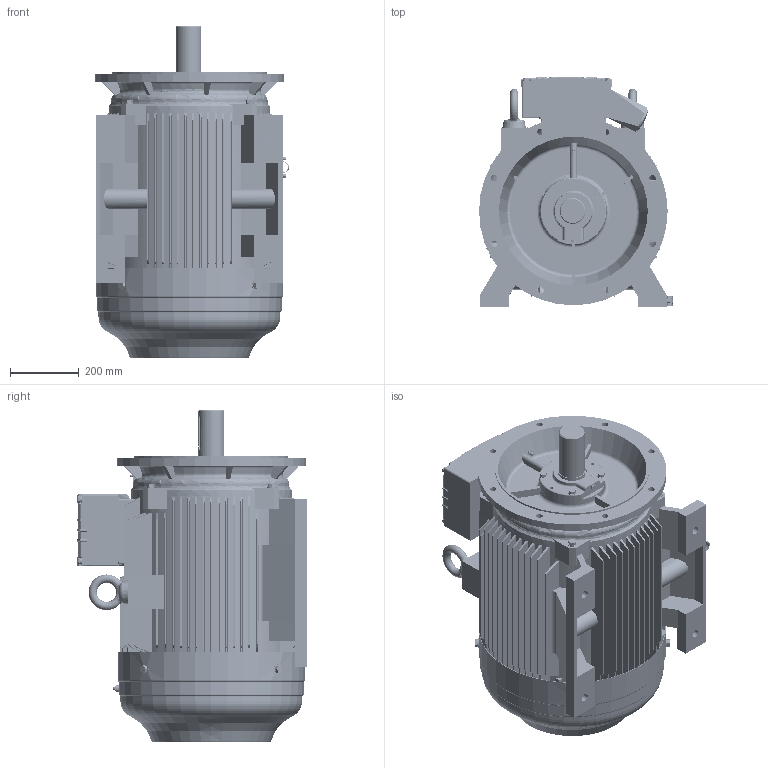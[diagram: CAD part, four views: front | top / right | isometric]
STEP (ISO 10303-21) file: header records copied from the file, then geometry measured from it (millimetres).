
FILE_DESCRIPTION((''),'2;1');
FILE_NAME('2WE280SB352','2012-12-22T',('Administrator'),(''),'PRO/ENGINEER BY PARAMETRIC TECHNOLOGY CORPORATION, 2007370','PRO/ENGINEER BY PARAMETRIC TECHNOLOGY CORPORATION, 2007370','');
FILE_SCHEMA(('CONFIG_CONTROL_DESIGN'));
Products named in the file (1): 2WE280SB352
Bounding box: 565.5 x 672.34 x 968 mm (x, y, z)
Volume: 132254053.8 mm3; surface area: 5496244.1 mm2
Topology: 3 solids, 13 shells, 7668 faces, 22144 edges, 14622 vertices
Faces by surface type: plane 3833, cylinder 3392, cone 310, torus 101, bspline 28, sphere 4
Entity records: 262734 total; most frequent: CARTESIAN_POINT 54597, ORIENTED_EDGE 44280, DIRECTION 42914, EDGE_CURVE 22140, AXIS2_PLACEMENT_3D 14719, VERTEX_POINT 14622, VECTOR 13476, LINE 13476
